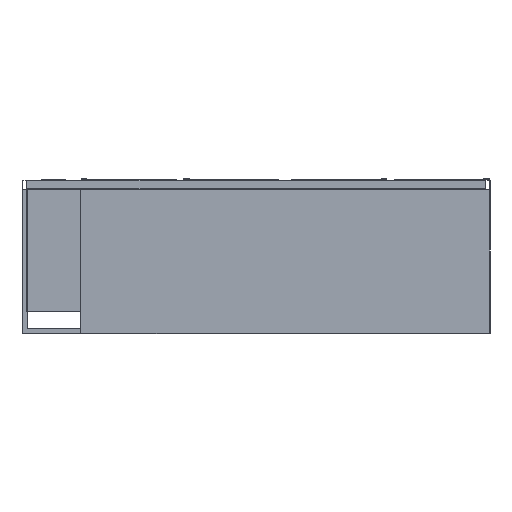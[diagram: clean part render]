
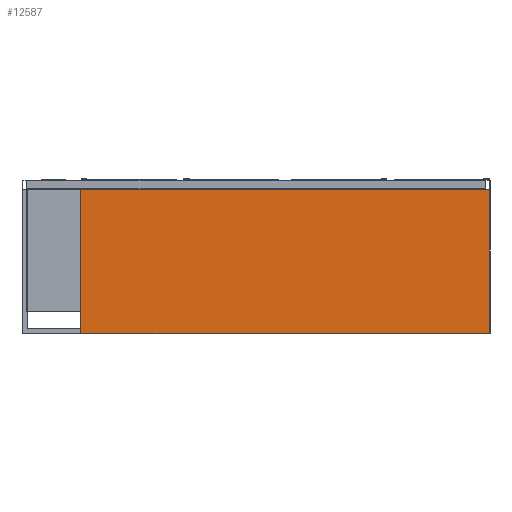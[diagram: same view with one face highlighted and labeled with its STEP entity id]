
A CAD part, front view. The second image highlights one B-rep face of the part: STEP entity #12587.
In plain terms, the highlighted planar face has unit normal (0, -1, 0).
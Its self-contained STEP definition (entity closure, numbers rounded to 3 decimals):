
#154 = ORIENTED_EDGE ( 'NONE', *, *, #14504, .T. ) ;
#1186 = VECTOR ( 'NONE', #22614, 1000. ) ;
#3558 = AXIS2_PLACEMENT_3D ( 'NONE', #21567, #33237, #18567 ) ;
#3838 = EDGE_LOOP ( 'NONE', ( #154, #36929, #25091, #8897 ) ) ;
#4766 = LINE ( 'NONE', #10242, #23745 ) ;
#5466 = CARTESIAN_POINT ( 'NONE',  ( -880., -280., -658. ) ) ;
#7923 = DIRECTION ( 'NONE',  ( 1., 0., 0. ) ) ;
#8897 = ORIENTED_EDGE ( 'NONE', *, *, #19629, .T. ) ;
#9119 = CARTESIAN_POINT ( 'NONE',  ( -878., -280., -42. ) ) ;
#10242 = CARTESIAN_POINT ( 'NONE',  ( 878., -280., -660. ) ) ;
#11134 = CARTESIAN_POINT ( 'NONE',  ( -880., -280., -42. ) ) ;
#12587 = ADVANCED_FACE ( 'Fl�che8', ( #33064 ), #36075, .T. ) ;
#13048 = DIRECTION ( 'NONE',  ( 0., 0., -1. ) ) ;
#13052 = DIRECTION ( 'NONE',  ( 0., 0., 1. ) ) ;
#14143 = VERTEX_POINT ( 'NONE', #9119 ) ;
#14504 = EDGE_CURVE ( 'NONE', #22896, #14143, #36947, .T. ) ;
#18567 = DIRECTION ( 'NONE',  ( 0., 0., -1. ) ) ;
#19629 = EDGE_CURVE ( 'NONE', #30794, #22896, #4766, .T. ) ;
#21567 = CARTESIAN_POINT ( 'NONE',  ( -880., -280., -660. ) ) ;
#21712 = LINE ( 'NONE', #35487, #28789 ) ;
#21880 = CARTESIAN_POINT ( 'NONE',  ( -878., -280., -658. ) ) ;
#22614 = DIRECTION ( 'NONE',  ( -1., 0., 0. ) ) ;
#22896 = VERTEX_POINT ( 'NONE', #23291 ) ;
#23291 = CARTESIAN_POINT ( 'NONE',  ( 878., -280., -42. ) ) ;
#23745 = VECTOR ( 'NONE', #13052, 1000. ) ;
#25056 = EDGE_CURVE ( 'NONE', #14143, #25196, #21712, .T. ) ;
#25091 = ORIENTED_EDGE ( 'NONE', *, *, #29732, .T. ) ;
#25196 = VERTEX_POINT ( 'NONE', #21880 ) ;
#25818 = LINE ( 'NONE', #5466, #26397 ) ;
#26397 = VECTOR ( 'NONE', #7923, 1000. ) ;
#28789 = VECTOR ( 'NONE', #13048, 1000. ) ;
#29732 = EDGE_CURVE ( 'NONE', #25196, #30794, #25818, .T. ) ;
#30794 = VERTEX_POINT ( 'NONE', #32295 ) ;
#32295 = CARTESIAN_POINT ( 'NONE',  ( 878., -280., -658. ) ) ;
#33064 = FACE_OUTER_BOUND ( 'NONE', #3838, .T. ) ;
#33237 = DIRECTION ( 'NONE',  ( 0., -1., 0. ) ) ;
#35487 = CARTESIAN_POINT ( 'NONE',  ( -878., -280., -660. ) ) ;
#36075 = PLANE ( 'NONE',  #3558 ) ;
#36929 = ORIENTED_EDGE ( 'NONE', *, *, #25056, .T. ) ;
#36947 = LINE ( 'NONE', #11134, #1186 ) ;
